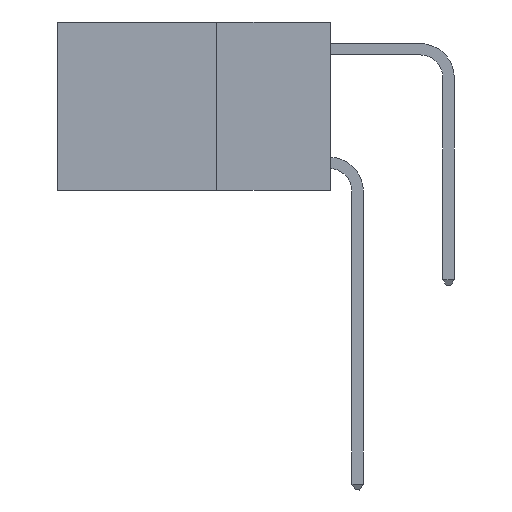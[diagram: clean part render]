
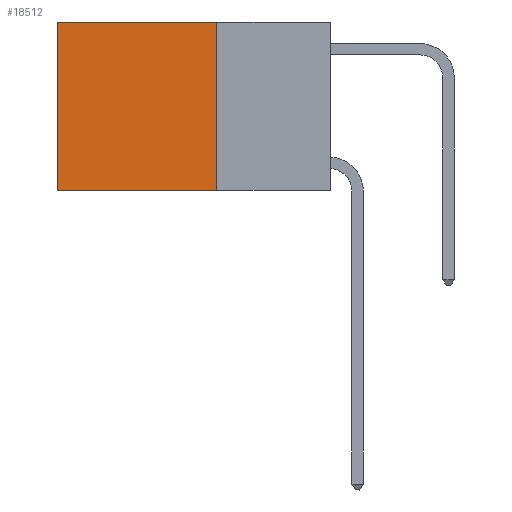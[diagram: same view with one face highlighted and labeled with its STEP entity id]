
A CAD part, left-side view. The second image highlights one B-rep face of the part: STEP entity #18512.
In plain terms, the highlighted planar face has unit normal (-1, 0, 0).
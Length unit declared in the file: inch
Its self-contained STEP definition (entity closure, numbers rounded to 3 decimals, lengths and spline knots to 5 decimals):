
#3281 = CARTESIAN_POINT ( 'NONE',  ( 0.2625, 0.6, -0.37 ) ) ;
#3397 = VERTEX_POINT ( 'NONE', #12049 ) ;
#3444 = DIRECTION ( 'NONE',  ( 0., 0., -1. ) ) ;
#4496 = VERTEX_POINT ( 'NONE', #3281 ) ;
#4643 = FACE_OUTER_BOUND ( 'NONE', #23307, .T. ) ;
#5484 = LINE ( 'NONE', #7983, #9860 ) ;
#5758 = PLANE ( 'NONE',  #10601 ) ;
#6364 = ORIENTED_EDGE ( 'NONE', *, *, #20471, .T. ) ;
#6429 = ORIENTED_EDGE ( 'NONE', *, *, #14707, .F. ) ;
#7627 = DIRECTION ( 'NONE',  ( 0., 0., -1. ) ) ;
#7727 = VECTOR ( 'NONE', #15311, 39.37008 ) ;
#7888 = VECTOR ( 'NONE', #11896, 39.37008 ) ;
#7983 = CARTESIAN_POINT ( 'NONE',  ( 0.2625, 0.25, 0. ) ) ;
#8021 = LINE ( 'NONE', #10839, #17179 ) ;
#9479 = EDGE_CURVE ( 'NONE', #10822, #4496, #8021, .T. ) ;
#9860 = VECTOR ( 'NONE', #13557, 39.37008 ) ;
#9989 = ORIENTED_EDGE ( 'NONE', *, *, #9479, .T. ) ;
#10044 = CARTESIAN_POINT ( 'NONE',  ( 0.2625, 0.25, -0.37 ) ) ;
#10601 = AXIS2_PLACEMENT_3D ( 'NONE', #16750, #18566, #7627 ) ;
#10822 = VERTEX_POINT ( 'NONE', #14783 ) ;
#10839 = CARTESIAN_POINT ( 'NONE',  ( 0.2625, 0.6, 0. ) ) ;
#11896 = DIRECTION ( 'NONE',  ( 0., 1., 0. ) ) ;
#12049 = CARTESIAN_POINT ( 'NONE',  ( 0.2625, 0.25, -0.37 ) ) ;
#13208 = VERTEX_POINT ( 'NONE', #13659 ) ;
#13245 = EDGE_CURVE ( 'NONE', #3397, #4496, #23370, .T. ) ;
#13500 = CARTESIAN_POINT ( 'NONE',  ( 0.2625, 0.25, 0. ) ) ;
#13557 = DIRECTION ( 'NONE',  ( 0., 1., 0. ) ) ;
#13659 = CARTESIAN_POINT ( 'NONE',  ( 0.2625, 0.25, 0. ) ) ;
#14707 = EDGE_CURVE ( 'NONE', #13208, #3397, #22145, .T. ) ;
#14783 = CARTESIAN_POINT ( 'NONE',  ( 0.2625, 0.6, 0. ) ) ;
#15311 = DIRECTION ( 'NONE',  ( 0., 0., -1. ) ) ;
#16750 = CARTESIAN_POINT ( 'NONE',  ( 0.2625, 0.25, 0. ) ) ;
#17179 = VECTOR ( 'NONE', #3444, 39.37008 ) ;
#18512 = ADVANCED_FACE ( 'NONE', ( #4643 ), #5758, .F. ) ;
#18566 = DIRECTION ( 'NONE',  ( 1., 0., 0. ) ) ;
#20471 = EDGE_CURVE ( 'NONE', #13208, #10822, #5484, .T. ) ;
#21985 = ORIENTED_EDGE ( 'NONE', *, *, #13245, .F. ) ;
#22145 = LINE ( 'NONE', #13500, #7727 ) ;
#23307 = EDGE_LOOP ( 'NONE', ( #9989, #21985, #6429, #6364 ) ) ;
#23370 = LINE ( 'NONE', #10044, #7888 ) ;
